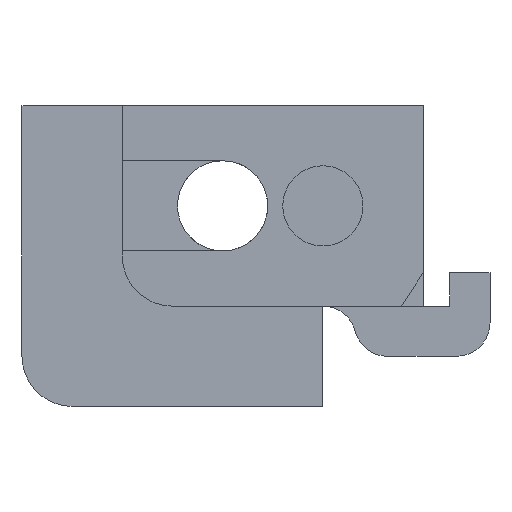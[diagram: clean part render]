
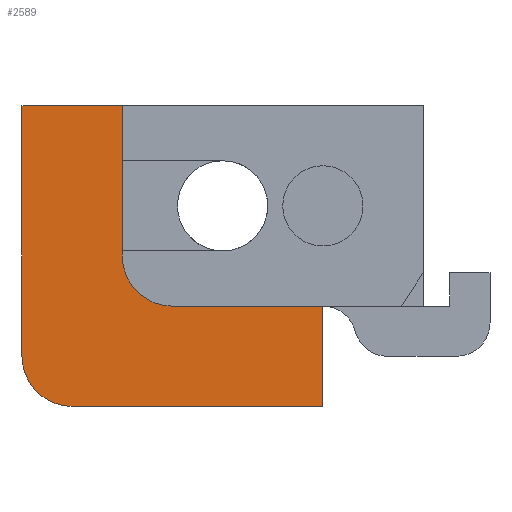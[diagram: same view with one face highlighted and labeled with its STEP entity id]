
A CAD part, front view. The second image highlights one B-rep face of the part: STEP entity #2589.
In plain terms, the highlighted planar face has unit normal (0, -1, 0).
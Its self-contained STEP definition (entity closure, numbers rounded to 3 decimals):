
#4 = CARTESIAN_POINT ( 'NONE',  ( 4.5, 7.1, -3. ) ) ;
#13 = VECTOR ( 'NONE', #105, 1000. ) ;
#81 = VERTEX_POINT ( 'NONE', #2288 ) ;
#96 = CARTESIAN_POINT ( 'NONE',  ( -3., 7.1, 3. ) ) ;
#105 = DIRECTION ( 'NONE',  ( -1., 0., 0. ) ) ;
#113 = CARTESIAN_POINT ( 'NONE',  ( -3., 7.1, -1.5 ) ) ;
#128 = VECTOR ( 'NONE', #259, 1000. ) ;
#144 = CARTESIAN_POINT ( 'NONE',  ( 1.5, 7.1, -1.5 ) ) ;
#152 = VECTOR ( 'NONE', #2763, 1000. ) ;
#236 = VERTEX_POINT ( 'NONE', #3176 ) ;
#252 = EDGE_CURVE ( 'NONE', #1719, #3156, #1222, .T. ) ;
#259 = DIRECTION ( 'NONE',  ( 0., 0., -1. ) ) ;
#293 = CARTESIAN_POINT ( 'NONE',  ( -4.5, 7.1, -1.5 ) ) ;
#298 = AXIS2_PLACEMENT_3D ( 'NONE', #113, #2528, #1438 ) ;
#362 = LINE ( 'NONE', #96, #1517 ) ;
#363 = ORIENTED_EDGE ( 'NONE', *, *, #1832, .F. ) ;
#409 = EDGE_CURVE ( 'NONE', #81, #2423, #2246, .T. ) ;
#518 = DIRECTION ( 'NONE',  ( 0., 0., -1. ) ) ;
#684 = CARTESIAN_POINT ( 'NONE',  ( -3., 7.1, -3. ) ) ;
#749 = CARTESIAN_POINT ( 'NONE',  ( -6., 7.1, -6. ) ) ;
#750 = DIRECTION ( 'NONE',  ( 0., -1., 0. ) ) ;
#805 = CARTESIAN_POINT ( 'NONE',  ( -3., 7.1, -1.5 ) ) ;
#817 = LINE ( 'NONE', #1315, #152 ) ;
#903 = ORIENTED_EDGE ( 'NONE', *, *, #1260, .F. ) ;
#909 = CARTESIAN_POINT ( 'NONE',  ( -3., 7.1, -6. ) ) ;
#1049 = DIRECTION ( 'NONE',  ( 0., 1., 0. ) ) ;
#1061 = VERTEX_POINT ( 'NONE', #1931 ) ;
#1084 = CARTESIAN_POINT ( 'NONE',  ( -7.5, 7.1, 3. ) ) ;
#1113 = ORIENTED_EDGE ( 'NONE', *, *, #1568, .T. ) ;
#1222 = CIRCLE ( 'NONE', #1984, 1.5 ) ;
#1226 = VECTOR ( 'NONE', #3102, 1000. ) ;
#1237 = DIRECTION ( 'NONE',  ( 0., 0., -1. ) ) ;
#1260 = EDGE_CURVE ( 'NONE', #2423, #2710, #362, .T. ) ;
#1306 = DIRECTION ( 'NONE',  ( -1., 0., 0. ) ) ;
#1315 = CARTESIAN_POINT ( 'NONE',  ( -4.5, 7.1, -1.5 ) ) ;
#1395 = CARTESIAN_POINT ( 'NONE',  ( -7.5, 7.1, -1.5 ) ) ;
#1438 = DIRECTION ( 'NONE',  ( 0., 0., 1. ) ) ;
#1497 = EDGE_CURVE ( 'NONE', #236, #1945, #1503, .T. ) ;
#1503 = LINE ( 'NONE', #144, #2914 ) ;
#1517 = VECTOR ( 'NONE', #2271, 1000. ) ;
#1568 = EDGE_CURVE ( 'NONE', #236, #3156, #2139, .T. ) ;
#1719 = VERTEX_POINT ( 'NONE', #3372 ) ;
#1727 = FACE_OUTER_BOUND ( 'NONE', #2533, .T. ) ;
#1788 = EDGE_CURVE ( 'NONE', #2710, #1061, #817, .T. ) ;
#1808 = CARTESIAN_POINT ( 'NONE',  ( 1.5, 7.1, -6. ) ) ;
#1832 = EDGE_CURVE ( 'NONE', #3165, #81, #2447, .T. ) ;
#1931 = CARTESIAN_POINT ( 'NONE',  ( -4.5, 7.1, 2. ) ) ;
#1945 = VERTEX_POINT ( 'NONE', #1808 ) ;
#1984 = AXIS2_PLACEMENT_3D ( 'NONE', #805, #750, #518 ) ;
#2139 = LINE ( 'NONE', #4, #3204 ) ;
#2246 = LINE ( 'NONE', #1395, #1226 ) ;
#2271 = DIRECTION ( 'NONE',  ( 1., 0., 0. ) ) ;
#2288 = CARTESIAN_POINT ( 'NONE',  ( -7.5, 7.1, -4.5 ) ) ;
#2423 = VERTEX_POINT ( 'NONE', #1084 ) ;
#2436 = EDGE_CURVE ( 'NONE', #1061, #1719, #3000, .T. ) ;
#2447 = CIRCLE ( 'NONE', #2625, 1.5 ) ;
#2494 = CARTESIAN_POINT ( 'NONE',  ( -6., 7.1, -4.5 ) ) ;
#2528 = DIRECTION ( 'NONE',  ( 0., 1., 0. ) ) ;
#2533 = EDGE_LOOP ( 'NONE', ( #363, #2567, #3471, #1113, #3022, #3112, #2634, #903, #3034 ) ) ;
#2567 = ORIENTED_EDGE ( 'NONE', *, *, #3432, .F. ) ;
#2589 = ADVANCED_FACE ( 'NONE', ( #1727 ), #2833, .F. ) ;
#2625 = AXIS2_PLACEMENT_3D ( 'NONE', #2494, #1049, #3279 ) ;
#2634 = ORIENTED_EDGE ( 'NONE', *, *, #1788, .F. ) ;
#2710 = VERTEX_POINT ( 'NONE', #2939 ) ;
#2763 = DIRECTION ( 'NONE',  ( 0., 0., -1. ) ) ;
#2833 = PLANE ( 'NONE',  #298 ) ;
#2914 = VECTOR ( 'NONE', #1237, 1000. ) ;
#2939 = CARTESIAN_POINT ( 'NONE',  ( -4.5, 7.1, 3. ) ) ;
#3000 = LINE ( 'NONE', #293, #128 ) ;
#3022 = ORIENTED_EDGE ( 'NONE', *, *, #252, .F. ) ;
#3034 = ORIENTED_EDGE ( 'NONE', *, *, #409, .F. ) ;
#3102 = DIRECTION ( 'NONE',  ( 0., 0., 1. ) ) ;
#3112 = ORIENTED_EDGE ( 'NONE', *, *, #2436, .F. ) ;
#3117 = LINE ( 'NONE', #909, #13 ) ;
#3156 = VERTEX_POINT ( 'NONE', #684 ) ;
#3165 = VERTEX_POINT ( 'NONE', #749 ) ;
#3176 = CARTESIAN_POINT ( 'NONE',  ( 1.5, 7.1, -3. ) ) ;
#3204 = VECTOR ( 'NONE', #1306, 1000. ) ;
#3279 = DIRECTION ( 'NONE',  ( 0., 0., -1. ) ) ;
#3372 = CARTESIAN_POINT ( 'NONE',  ( -4.5, 7.1, -1.5 ) ) ;
#3432 = EDGE_CURVE ( 'NONE', #1945, #3165, #3117, .T. ) ;
#3471 = ORIENTED_EDGE ( 'NONE', *, *, #1497, .F. ) ;
